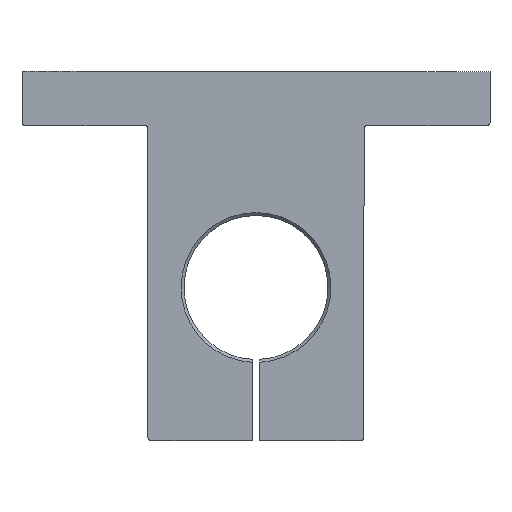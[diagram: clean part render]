
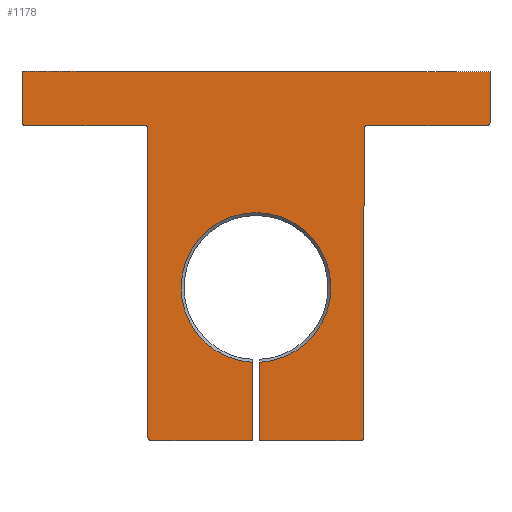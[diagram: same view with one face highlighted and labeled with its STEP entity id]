
A CAD part, front view. The second image highlights one B-rep face of the part: STEP entity #1178.
In plain terms, the highlighted planar face has unit normal (0, -1, 0).
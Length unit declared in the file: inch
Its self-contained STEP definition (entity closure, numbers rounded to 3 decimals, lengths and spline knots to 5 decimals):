
#14 = VECTOR ( 'NONE', #425, 39.37008 ) ;
#19 = DIRECTION ( 'NONE',  ( 0., -1., 0. ) ) ;
#23 = DIRECTION ( 'NONE',  ( -1., 0., 0. ) ) ;
#33 = EDGE_CURVE ( 'NONE', #336, #403, #400, .T. ) ;
#62 = CARTESIAN_POINT ( 'NONE',  ( -0.025, 0., -2.0194 ) ) ;
#70 = CARTESIAN_POINT ( 'NONE',  ( 1.625, 0., -0.355 ) ) ;
#84 = CARTESIAN_POINT ( 'NONE',  ( 0.77, 0., -0.375 ) ) ;
#101 = LINE ( 'NONE', #1024, #908 ) ;
#106 = CARTESIAN_POINT ( 'NONE',  ( 0.77, 0., -0.395 ) ) ;
#110 = EDGE_CURVE ( 'NONE', #955, #813, #670, .T. ) ;
#115 = EDGE_LOOP ( 'NONE', ( #610, #530, #123, #1159, #180, #560, #484, #422, #759, #1023, #864, #625, #1044, #704, #248, #1064, #349, #328 ) ) ;
#120 = DIRECTION ( 'NONE',  ( 0., 0., -1. ) ) ;
#123 = ORIENTED_EDGE ( 'NONE', *, *, #1126, .T. ) ;
#127 = AXIS2_PLACEMENT_3D ( 'NONE', #478, #384, #757 ) ;
#139 = DIRECTION ( 'NONE',  ( 0., 0., 1. ) ) ;
#151 = CARTESIAN_POINT ( 'NONE',  ( -0.77, 0., -0.375 ) ) ;
#177 = EDGE_CURVE ( 'NONE', #1042, #671, #399, .T. ) ;
#180 = ORIENTED_EDGE ( 'NONE', *, *, #379, .F. ) ;
#191 = VERTEX_POINT ( 'NONE', #244 ) ;
#193 = DIRECTION ( 'NONE',  ( 0., 1., 0. ) ) ;
#205 = CARTESIAN_POINT ( 'NONE',  ( -0.73, 0., -2.5625 ) ) ;
#206 = CIRCLE ( 'NONE', #592, 0.52 ) ;
#221 = CARTESIAN_POINT ( 'NONE',  ( -0.75, 0., -0.395 ) ) ;
#222 = VECTOR ( 'NONE', #265, 39.37008 ) ;
#230 = VERTEX_POINT ( 'NONE', #551 ) ;
#244 = CARTESIAN_POINT ( 'NONE',  ( 0.025, 0., -2.5625 ) ) ;
#248 = ORIENTED_EDGE ( 'NONE', *, *, #637, .F. ) ;
#265 = DIRECTION ( 'NONE',  ( -1., 0., 0. ) ) ;
#284 = CIRCLE ( 'NONE', #961, 0.02 ) ;
#324 = LINE ( 'NONE', #760, #1168 ) ;
#328 = ORIENTED_EDGE ( 'NONE', *, *, #467, .F. ) ;
#329 = EDGE_CURVE ( 'NONE', #1038, #955, #387, .T. ) ;
#336 = VERTEX_POINT ( 'NONE', #972 ) ;
#337 = CARTESIAN_POINT ( 'NONE',  ( 1.625, 0., 0. ) ) ;
#338 = EDGE_CURVE ( 'NONE', #671, #541, #697, .T. ) ;
#349 = ORIENTED_EDGE ( 'NONE', *, *, #177, .F. ) ;
#354 = DIRECTION ( 'NONE',  ( 1., 0., 0. ) ) ;
#356 = EDGE_CURVE ( 'NONE', #813, #581, #324, .T. ) ;
#357 = CARTESIAN_POINT ( 'NONE',  ( 0., 0., -1.5 ) ) ;
#363 = VECTOR ( 'NONE', #354, 39.37008 ) ;
#364 = CARTESIAN_POINT ( 'NONE',  ( 0.75, 0., -2.5425 ) ) ;
#379 = EDGE_CURVE ( 'NONE', #800, #1088, #1114, .T. ) ;
#381 = DIRECTION ( 'NONE',  ( 0., 0., 1. ) ) ;
#384 = DIRECTION ( 'NONE',  ( 0., 1., 0. ) ) ;
#387 = LINE ( 'NONE', #151, #845 ) ;
#389 = EDGE_CURVE ( 'NONE', #719, #336, #577, .T. ) ;
#391 = DIRECTION ( 'NONE',  ( 0., 0., -1. ) ) ;
#399 = CIRCLE ( 'NONE', #1076, 0.02 ) ;
#400 = LINE ( 'NONE', #679, #557 ) ;
#403 = VERTEX_POINT ( 'NONE', #84 ) ;
#407 = EDGE_CURVE ( 'NONE', #687, #603, #206, .T. ) ;
#412 = CARTESIAN_POINT ( 'NONE',  ( -1.605, 0., -0.355 ) ) ;
#418 = CARTESIAN_POINT ( 'NONE',  ( -0.77, 0., -0.395 ) ) ;
#419 = VECTOR ( 'NONE', #674, 39.37008 ) ;
#422 = ORIENTED_EDGE ( 'NONE', *, *, #33, .F. ) ;
#425 = DIRECTION ( 'NONE',  ( 0., 0., -1. ) ) ;
#427 = EDGE_CURVE ( 'NONE', #687, #1154, #642, .T. ) ;
#433 = DIRECTION ( 'NONE',  ( -1., 0., 0. ) ) ;
#440 = VECTOR ( 'NONE', #894, 39.37008 ) ;
#445 = DIRECTION ( 'NONE',  ( 0., 0., -1. ) ) ;
#455 = CARTESIAN_POINT ( 'NONE',  ( -1.625, 0., -0.355 ) ) ;
#459 = CARTESIAN_POINT ( 'NONE',  ( -0.77, 0., -0.375 ) ) ;
#467 = EDGE_CURVE ( 'NONE', #1154, #1042, #572, .T. ) ;
#478 = CARTESIAN_POINT ( 'NONE',  ( 1.605, 0., -0.355 ) ) ;
#484 = ORIENTED_EDGE ( 'NONE', *, *, #524, .F. ) ;
#513 = LINE ( 'NONE', #880, #14 ) ;
#524 = EDGE_CURVE ( 'NONE', #403, #934, #1035, .T. ) ;
#530 = ORIENTED_EDGE ( 'NONE', *, *, #407, .T. ) ;
#541 = VERTEX_POINT ( 'NONE', #221 ) ;
#551 = CARTESIAN_POINT ( 'NONE',  ( 1.625, 0., 0. ) ) ;
#557 = VECTOR ( 'NONE', #700, 39.37008 ) ;
#560 = ORIENTED_EDGE ( 'NONE', *, *, #647, .F. ) ;
#568 = DIRECTION ( 'NONE',  ( 0., 0., -1. ) ) ;
#572 = LINE ( 'NONE', #205, #789 ) ;
#577 = CIRCLE ( 'NONE', #127, 0.02 ) ;
#581 = VERTEX_POINT ( 'NONE', #954 ) ;
#592 = AXIS2_PLACEMENT_3D ( 'NONE', #357, #728, #1097 ) ;
#593 = DIRECTION ( 'NONE',  ( 0., 0., -1. ) ) ;
#599 = CARTESIAN_POINT ( 'NONE',  ( -1.605, 0., -0.375 ) ) ;
#603 = VERTEX_POINT ( 'NONE', #774 ) ;
#607 = LINE ( 'NONE', #717, #440 ) ;
#610 = ORIENTED_EDGE ( 'NONE', *, *, #427, .F. ) ;
#611 = CARTESIAN_POINT ( 'NONE',  ( -0.73, 0., -2.5425 ) ) ;
#625 = ORIENTED_EDGE ( 'NONE', *, *, #356, .F. ) ;
#637 = EDGE_CURVE ( 'NONE', #541, #1038, #284, .T. ) ;
#640 = CARTESIAN_POINT ( 'NONE',  ( -0.025, 0., -2.5625 ) ) ;
#642 = LINE ( 'NONE', #1007, #887 ) ;
#647 = EDGE_CURVE ( 'NONE', #934, #800, #607, .T. ) ;
#670 = CIRCLE ( 'NONE', #1130, 0.02 ) ;
#671 = VERTEX_POINT ( 'NONE', #706 ) ;
#674 = DIRECTION ( 'NONE',  ( 0., 0., 1. ) ) ;
#679 = CARTESIAN_POINT ( 'NONE',  ( 0.77, 0., -0.375 ) ) ;
#687 = VERTEX_POINT ( 'NONE', #62 ) ;
#697 = LINE ( 'NONE', #940, #419 ) ;
#700 = DIRECTION ( 'NONE',  ( -1., 0., 0. ) ) ;
#704 = ORIENTED_EDGE ( 'NONE', *, *, #329, .F. ) ;
#706 = CARTESIAN_POINT ( 'NONE',  ( -0.75, 0., -2.5425 ) ) ;
#713 = EDGE_CURVE ( 'NONE', #230, #719, #513, .T. ) ;
#717 = CARTESIAN_POINT ( 'NONE',  ( 0.75, 0., -2.5425 ) ) ;
#719 = VERTEX_POINT ( 'NONE', #70 ) ;
#728 = DIRECTION ( 'NONE',  ( 0., 1., 0. ) ) ;
#730 = AXIS2_PLACEMENT_3D ( 'NONE', #106, #948, #381 ) ;
#757 = DIRECTION ( 'NONE',  ( 0., 0., -1. ) ) ;
#759 = ORIENTED_EDGE ( 'NONE', *, *, #389, .F. ) ;
#760 = CARTESIAN_POINT ( 'NONE',  ( -1.625, 0., 0. ) ) ;
#774 = CARTESIAN_POINT ( 'NONE',  ( 0.025, 0., -2.0194 ) ) ;
#789 = VECTOR ( 'NONE', #23, 39.37008 ) ;
#800 = VERTEX_POINT ( 'NONE', #364 ) ;
#807 = AXIS2_PLACEMENT_3D ( 'NONE', #952, #19, #391 ) ;
#813 = VERTEX_POINT ( 'NONE', #455 ) ;
#828 = AXIS2_PLACEMENT_3D ( 'NONE', #1065, #193, #568 ) ;
#845 = VECTOR ( 'NONE', #433, 39.37008 ) ;
#864 = ORIENTED_EDGE ( 'NONE', *, *, #1031, .F. ) ;
#867 = PLANE ( 'NONE',  #807 ) ;
#880 = CARTESIAN_POINT ( 'NONE',  ( 1.625, 0., -0.355 ) ) ;
#887 = VECTOR ( 'NONE', #593, 39.37008 ) ;
#892 = DIRECTION ( 'NONE',  ( 0., 1., 0. ) ) ;
#894 = DIRECTION ( 'NONE',  ( 0., 0., -1. ) ) ;
#908 = VECTOR ( 'NONE', #445, 39.37008 ) ;
#930 = CARTESIAN_POINT ( 'NONE',  ( -0.73, 0., -2.5625 ) ) ;
#934 = VERTEX_POINT ( 'NONE', #1071 ) ;
#940 = CARTESIAN_POINT ( 'NONE',  ( -0.75, 0., -0.395 ) ) ;
#948 = DIRECTION ( 'NONE',  ( 0., -1., 0. ) ) ;
#952 = CARTESIAN_POINT ( 'NONE',  ( -1.605, 0., -0.355 ) ) ;
#953 = DIRECTION ( 'NONE',  ( 0., 1., 0. ) ) ;
#954 = CARTESIAN_POINT ( 'NONE',  ( -1.625, 0., 0. ) ) ;
#955 = VERTEX_POINT ( 'NONE', #599 ) ;
#961 = AXIS2_PLACEMENT_3D ( 'NONE', #418, #1150, #139 ) ;
#972 = CARTESIAN_POINT ( 'NONE',  ( 1.605, 0., -0.375 ) ) ;
#976 = LINE ( 'NONE', #337, #363 ) ;
#1007 = CARTESIAN_POINT ( 'NONE',  ( -0.025, 0., 0.00004 ) ) ;
#1010 = CARTESIAN_POINT ( 'NONE',  ( 0.73, 0., -2.5625 ) ) ;
#1023 = ORIENTED_EDGE ( 'NONE', *, *, #713, .F. ) ;
#1024 = CARTESIAN_POINT ( 'NONE',  ( 0.025, 0., 0.00004 ) ) ;
#1031 = EDGE_CURVE ( 'NONE', #581, #230, #976, .T. ) ;
#1035 = CIRCLE ( 'NONE', #730, 0.02 ) ;
#1038 = VERTEX_POINT ( 'NONE', #459 ) ;
#1041 = DIRECTION ( 'NONE',  ( 0., 0., 1. ) ) ;
#1042 = VERTEX_POINT ( 'NONE', #930 ) ;
#1044 = ORIENTED_EDGE ( 'NONE', *, *, #110, .F. ) ;
#1064 = ORIENTED_EDGE ( 'NONE', *, *, #338, .F. ) ;
#1065 = CARTESIAN_POINT ( 'NONE',  ( 0.73, 0., -2.5425 ) ) ;
#1071 = CARTESIAN_POINT ( 'NONE',  ( 0.75, 0., -0.395 ) ) ;
#1076 = AXIS2_PLACEMENT_3D ( 'NONE', #611, #892, #1162 ) ;
#1088 = VERTEX_POINT ( 'NONE', #1010 ) ;
#1092 = CARTESIAN_POINT ( 'NONE',  ( -0.73, 0., -2.5625 ) ) ;
#1097 = DIRECTION ( 'NONE',  ( 0., 0., -1. ) ) ;
#1114 = CIRCLE ( 'NONE', #828, 0.02 ) ;
#1126 = EDGE_CURVE ( 'NONE', #603, #191, #101, .T. ) ;
#1130 = AXIS2_PLACEMENT_3D ( 'NONE', #412, #953, #120 ) ;
#1134 = FACE_OUTER_BOUND ( 'NONE', #115, .T. ) ;
#1150 = DIRECTION ( 'NONE',  ( 0., -1., 0. ) ) ;
#1152 = EDGE_CURVE ( 'NONE', #1088, #191, #1186, .T. ) ;
#1154 = VERTEX_POINT ( 'NONE', #640 ) ;
#1159 = ORIENTED_EDGE ( 'NONE', *, *, #1152, .F. ) ;
#1162 = DIRECTION ( 'NONE',  ( 0., 0., 1. ) ) ;
#1168 = VECTOR ( 'NONE', #1041, 39.37008 ) ;
#1178 = ADVANCED_FACE ( 'NONE', ( #1134 ), #867, .T. ) ;
#1186 = LINE ( 'NONE', #1092, #222 ) ;
